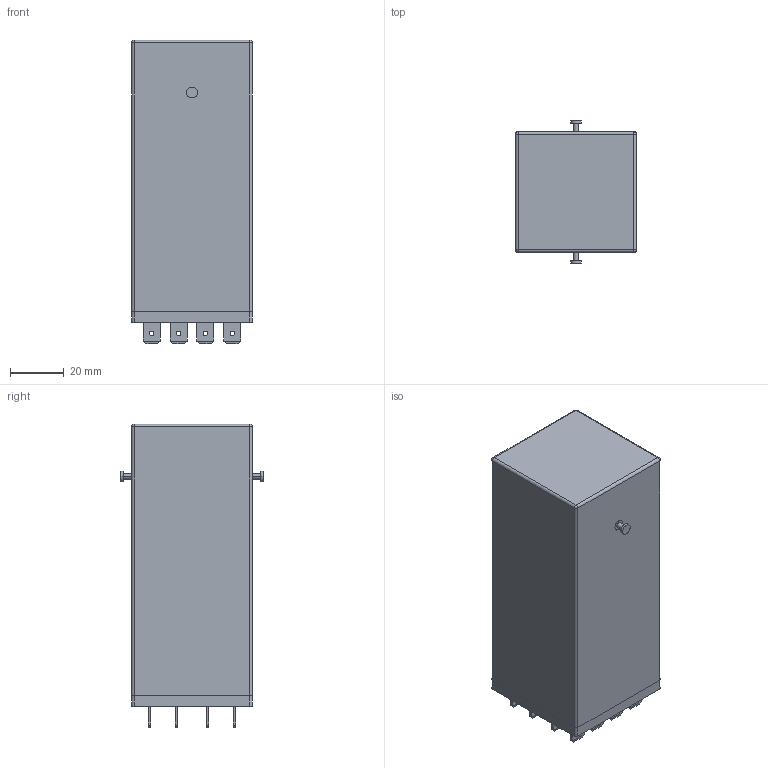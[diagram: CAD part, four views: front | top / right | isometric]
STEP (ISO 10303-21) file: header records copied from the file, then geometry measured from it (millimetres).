
FILE_DESCRIPTION((''),'2;1');
FILE_NAME('REL_ENERDIS_F-OK B.stp','2013-11-18T11:26:21',(''),(''),'Mechanical Desktop 2011','Mechanical Desktop 2011',', , ');
FILE_SCHEMA(('AUTOMOTIVE_DESIGN { 1 2 10303 214 1 1 1 1 }'));
Length unit declared in the file: millimetre
Products named in the file (1): Product
Bounding box: 45 x 53 x 113 mm (x, y, z)
Volume: 213137.5 mm3; surface area: 28879.6 mm2
Topology: 24 solids, 24 shells, 251 faces, 594 edges, 391 vertices
Faces by surface type: plane 179, cylinder 52, bspline 15, sphere 5
Entity records: 7366 total; most frequent: CARTESIAN_POINT 1392, DIRECTION 1190, ORIENTED_EDGE 1184, EDGE_CURVE 592, VECTOR 468, LINE 468, VERTEX_POINT 391, AXIS2_PLACEMENT_3D 361
